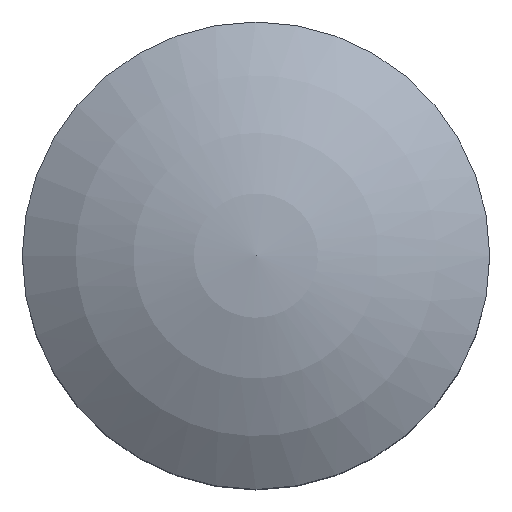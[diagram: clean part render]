
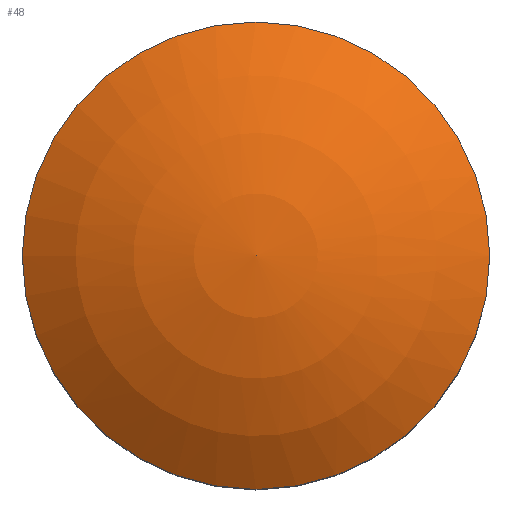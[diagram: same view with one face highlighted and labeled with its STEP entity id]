
A CAD part, top view. The second image highlights one B-rep face of the part: STEP entity #48.
In plain terms, the highlighted spherical face has radius 12 mm.
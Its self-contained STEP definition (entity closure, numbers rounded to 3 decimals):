
#48 = ADVANCED_FACE( '', ( #104 ), #105, .T. );
#104 = FACE_OUTER_BOUND( '', #173, .T. );
#105 = SPHERICAL_SURFACE( '', #174, 12. );
#173 = EDGE_LOOP( '', ( #244 ) );
#174 = AXIS2_PLACEMENT_3D( '', #245, #246, #247 );
#244 = ORIENTED_EDGE( '', *, *, #324, .T. );
#245 = CARTESIAN_POINT( '', ( 0., 0., 0. ) );
#246 = DIRECTION( '', ( 0., 0., 1. ) );
#247 = DIRECTION( '', ( 1., 0., 0. ) );
#324 = EDGE_CURVE( '', #360, #360, #361, .T. );
#360 = VERTEX_POINT( '', #406 );
#361 = CIRCLE( '', #407, 7. );
#406 = CARTESIAN_POINT( '', ( 7., 0., 9.747 ) );
#407 = AXIS2_PLACEMENT_3D( '', #452, #453, #454 );
#452 = CARTESIAN_POINT( '', ( 0., 0., 9.747 ) );
#453 = DIRECTION( '', ( 0., 0., 1. ) );
#454 = DIRECTION( '', ( 1., 0., 0. ) );
